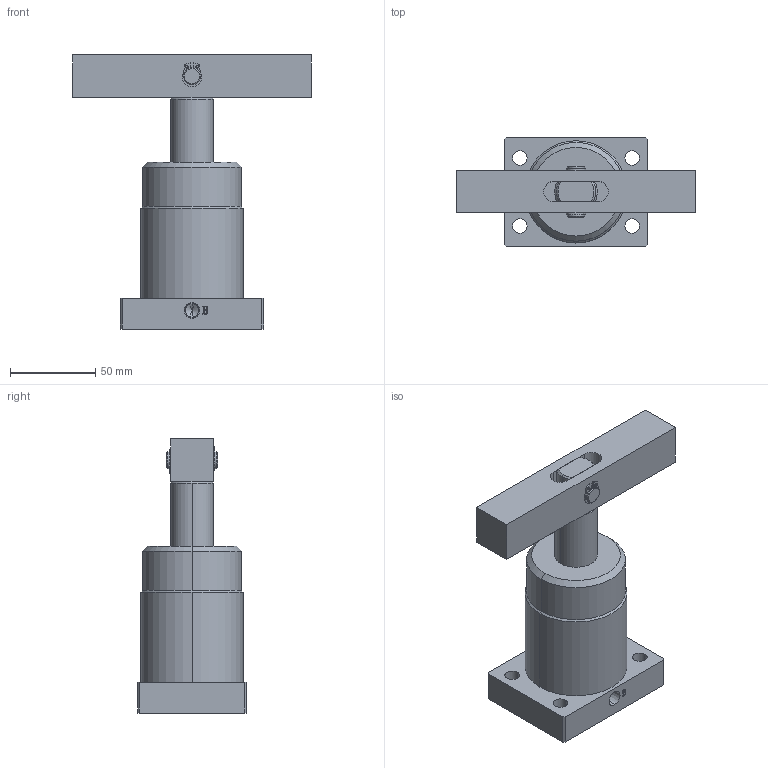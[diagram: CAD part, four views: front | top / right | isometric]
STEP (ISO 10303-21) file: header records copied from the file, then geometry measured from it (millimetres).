
FILE_DESCRIPTION (( 'STEP AP203' ), '1' );
FILE_NAME ('HNDS-40B.STEP', '2019-10-12T07:57:49', ( '微软用户' ), ( '微软中国' ), 'SwSTEP 2.0', 'SolidWorks 2012', '' );
FILE_SCHEMA (( 'CONFIG_CONTROL_DESIGN' ));
Length unit declared in the file: millimetre
Products named in the file (6): HNFS-40A掛极; 40B-D活塞杆; 40邧旋; 40种; circlips for shaft--type a large gb_GB_CONNECTING_PIECE_RING_RRA 10; HNDS-40B
Assembly tree (6 placements, depth 2):
  HNDS-40B
    HNFS-40A掛极
    40B-D活塞杆
    40邧旋
    40种
    circlips for shaft--type a large gb_GB_CONNECTING_PIECE_RING_RRA 10  x2
Bounding box: 140 x 64 x 161 mm (x, y, z)
Volume: 414177.2 mm3; surface area: 59050.5 mm2
Topology: 6 solids, 6 shells, 194 faces, 485 edges, 314 vertices
Faces by surface type: plane 84, cylinder 73, cone 21, bspline 16
Entity records: 6519 total; most frequent: CARTESIAN_POINT 1752, DIRECTION 849, ORIENTED_EDGE 842, EDGE_CURVE 421, AXIS2_PLACEMENT_3D 299, VERTEX_POINT 274, LINE 251, VECTOR 251
